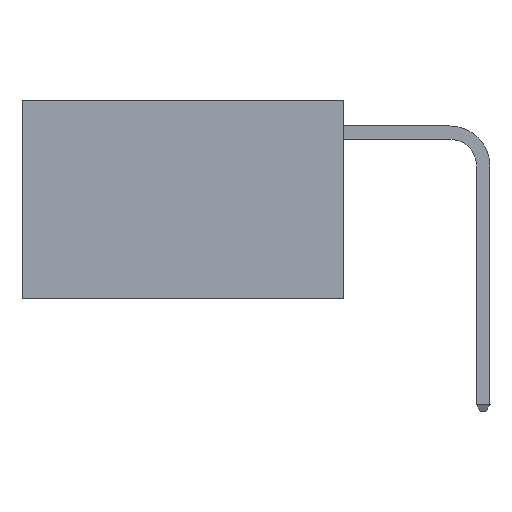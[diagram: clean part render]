
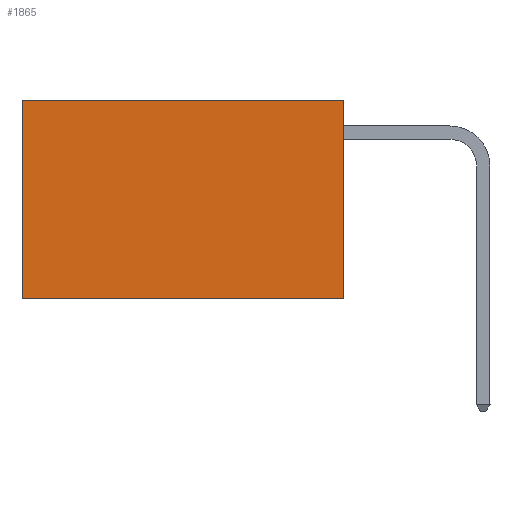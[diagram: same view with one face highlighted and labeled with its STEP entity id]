
A CAD part, left-side view. The second image highlights one B-rep face of the part: STEP entity #1865.
In plain terms, the highlighted planar face has unit normal (-1, 0, 0).
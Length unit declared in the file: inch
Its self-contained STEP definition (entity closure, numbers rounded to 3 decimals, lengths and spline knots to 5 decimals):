
#1407 = ORIENTED_EDGE ( 'NONE', *, *, #11600, .F. ) ;
#1833 = LINE ( 'NONE', #4240, #13907 ) ;
#1865 = ADVANCED_FACE ( 'NONE', ( #11210 ), #10440, .F. ) ;
#1949 = DIRECTION ( 'NONE',  ( 0., 0., -1. ) ) ;
#2909 = DIRECTION ( 'NONE',  ( 0., 0., -1. ) ) ;
#3134 = VERTEX_POINT ( 'NONE', #12169 ) ;
#4240 = CARTESIAN_POINT ( 'NONE',  ( 0.2625, 0.6, 0. ) ) ;
#4362 = ORIENTED_EDGE ( 'NONE', *, *, #18004, .F. ) ;
#5632 = VECTOR ( 'NONE', #8834, 39.37008 ) ;
#5766 = DIRECTION ( 'NONE',  ( 0., 0., -1. ) ) ;
#5886 = AXIS2_PLACEMENT_3D ( 'NONE', #19474, #11943, #2909 ) ;
#6042 = EDGE_CURVE ( 'NONE', #3134, #12061, #13672, .T. ) ;
#6232 = VERTEX_POINT ( 'NONE', #13788 ) ;
#7211 = EDGE_LOOP ( 'NONE', ( #13941, #1407, #4362, #14029 ) ) ;
#7287 = CARTESIAN_POINT ( 'NONE',  ( 0.2625, 0., 0. ) ) ;
#7988 = LINE ( 'NONE', #10995, #11996 ) ;
#8834 = DIRECTION ( 'NONE',  ( 0., 1., 0. ) ) ;
#10440 = PLANE ( 'NONE',  #5886 ) ;
#10995 = CARTESIAN_POINT ( 'NONE',  ( 0.2625, 0., 0. ) ) ;
#11210 = FACE_OUTER_BOUND ( 'NONE', #7211, .T. ) ;
#11370 = VERTEX_POINT ( 'NONE', #16110 ) ;
#11594 = CARTESIAN_POINT ( 'NONE',  ( 0.2625, 0.6, 0. ) ) ;
#11600 = EDGE_CURVE ( 'NONE', #11370, #6232, #16890, .T. ) ;
#11943 = DIRECTION ( 'NONE',  ( 1., 0., 0. ) ) ;
#11996 = VECTOR ( 'NONE', #1949, 39.37008 ) ;
#12061 = VERTEX_POINT ( 'NONE', #11594 ) ;
#12169 = CARTESIAN_POINT ( 'NONE',  ( 0.2625, 0., 0. ) ) ;
#12373 = VECTOR ( 'NONE', #18164, 39.37008 ) ;
#13672 = LINE ( 'NONE', #7287, #5632 ) ;
#13788 = CARTESIAN_POINT ( 'NONE',  ( 0.2625, 0.6, -0.37 ) ) ;
#13907 = VECTOR ( 'NONE', #5766, 39.37008 ) ;
#13941 = ORIENTED_EDGE ( 'NONE', *, *, #18375, .T. ) ;
#14029 = ORIENTED_EDGE ( 'NONE', *, *, #6042, .T. ) ;
#16110 = CARTESIAN_POINT ( 'NONE',  ( 0.2625, 0., -0.37 ) ) ;
#16670 = CARTESIAN_POINT ( 'NONE',  ( 0.2625, 0., -0.37 ) ) ;
#16890 = LINE ( 'NONE', #16670, #12373 ) ;
#18004 = EDGE_CURVE ( 'NONE', #3134, #11370, #7988, .T. ) ;
#18164 = DIRECTION ( 'NONE',  ( 0., 1., 0. ) ) ;
#18375 = EDGE_CURVE ( 'NONE', #12061, #6232, #1833, .T. ) ;
#19474 = CARTESIAN_POINT ( 'NONE',  ( 0.2625, 0., 0. ) ) ;
